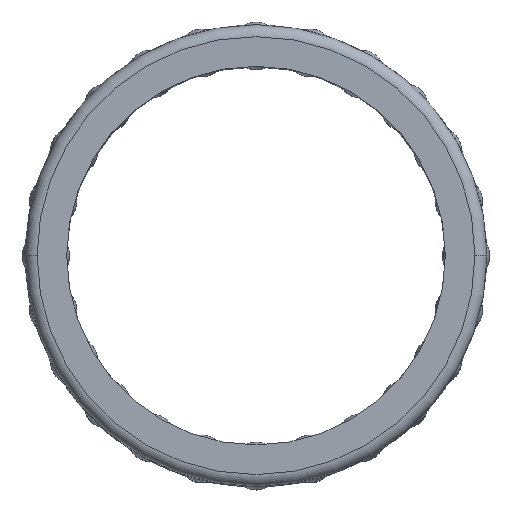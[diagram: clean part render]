
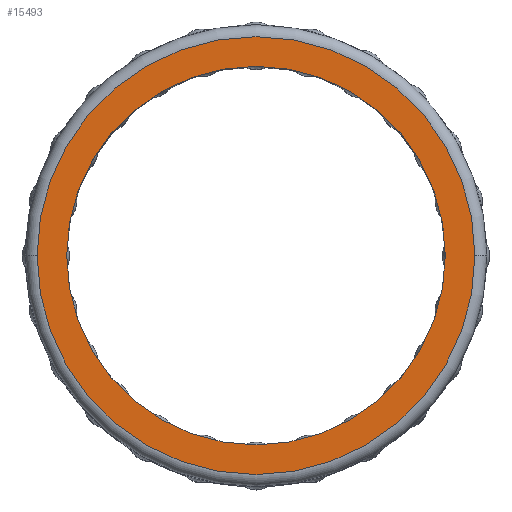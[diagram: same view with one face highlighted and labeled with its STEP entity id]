
A CAD part, top view. The second image highlights one B-rep face of the part: STEP entity #15493.
In plain terms, the highlighted planar face has unit normal (0, 0, 1).
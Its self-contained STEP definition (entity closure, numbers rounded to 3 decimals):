
#541 = DIRECTION ( 'NONE',  ( 1., 0., 0. ) ) ;
#1170 = DIRECTION ( 'NONE',  ( 1., 0., 0. ) ) ;
#1310 = CARTESIAN_POINT ( 'NONE',  ( 0., 0., 0. ) ) ;
#1587 = FACE_BOUND ( 'NONE', #18474, .T. ) ;
#1670 = ORIENTED_EDGE ( 'NONE', *, *, #17250, .T. ) ;
#1874 = CARTESIAN_POINT ( 'NONE',  ( 0., 0., 0. ) ) ;
#2937 = DIRECTION ( 'NONE',  ( 0., 0., 1. ) ) ;
#3092 = AXIS2_PLACEMENT_3D ( 'NONE', #19686, #2937, #4688 ) ;
#3736 = AXIS2_PLACEMENT_3D ( 'NONE', #1874, #10373, #8453 ) ;
#3787 = CIRCLE ( 'NONE', #10192, 16. ) ;
#4648 = VERTEX_POINT ( 'NONE', #21488 ) ;
#4688 = DIRECTION ( 'NONE',  ( 1., 0., 0. ) ) ;
#4735 = VERTEX_POINT ( 'NONE', #9488 ) ;
#6611 = EDGE_CURVE ( 'NONE', #11132, #19025, #3787, .T. ) ;
#7569 = EDGE_CURVE ( 'NONE', #19025, #11132, #8779, .T. ) ;
#8137 = CARTESIAN_POINT ( 'NONE',  ( 0., 0., 0. ) ) ;
#8216 = PLANE ( 'NONE',  #18208 ) ;
#8453 = DIRECTION ( 'NONE',  ( 1., 0., 0. ) ) ;
#8779 = CIRCLE ( 'NONE', #19854, 16. ) ;
#9488 = CARTESIAN_POINT ( 'NONE',  ( -18.5, 0., 0. ) ) ;
#9796 = CARTESIAN_POINT ( 'NONE',  ( -16., 0., 0. ) ) ;
#10192 = AXIS2_PLACEMENT_3D ( 'NONE', #8137, #11585, #11380 ) ;
#10373 = DIRECTION ( 'NONE',  ( 0., 0., 1. ) ) ;
#10485 = FACE_OUTER_BOUND ( 'NONE', #16005, .T. ) ;
#11132 = VERTEX_POINT ( 'NONE', #15432 ) ;
#11380 = DIRECTION ( 'NONE',  ( 1., 0., 0. ) ) ;
#11585 = DIRECTION ( 'NONE',  ( 0., 0., 1. ) ) ;
#11654 = ORIENTED_EDGE ( 'NONE', *, *, #14636, .T. ) ;
#14636 = EDGE_CURVE ( 'NONE', #4648, #4735, #17297, .T. ) ;
#15432 = CARTESIAN_POINT ( 'NONE',  ( 16., 0., 0. ) ) ;
#15493 = ADVANCED_FACE ( 'NONE', ( #10485, #1587 ), #8216, .T. ) ;
#16005 = EDGE_LOOP ( 'NONE', ( #11654, #1670 ) ) ;
#16508 = ORIENTED_EDGE ( 'NONE', *, *, #6611, .F. ) ;
#16742 = DIRECTION ( 'NONE',  ( 0., 0., 1. ) ) ;
#17250 = EDGE_CURVE ( 'NONE', #4735, #4648, #20123, .T. ) ;
#17297 = CIRCLE ( 'NONE', #3736, 18.5 ) ;
#17809 = DIRECTION ( 'NONE',  ( 0., 0., 1. ) ) ;
#18208 = AXIS2_PLACEMENT_3D ( 'NONE', #18370, #16742, #541 ) ;
#18370 = CARTESIAN_POINT ( 'NONE',  ( 0., 0., 0. ) ) ;
#18424 = ORIENTED_EDGE ( 'NONE', *, *, #7569, .F. ) ;
#18474 = EDGE_LOOP ( 'NONE', ( #16508, #18424 ) ) ;
#19025 = VERTEX_POINT ( 'NONE', #9796 ) ;
#19686 = CARTESIAN_POINT ( 'NONE',  ( 0., 0., 0. ) ) ;
#19854 = AXIS2_PLACEMENT_3D ( 'NONE', #1310, #17809, #1170 ) ;
#20123 = CIRCLE ( 'NONE', #3092, 18.5 ) ;
#21488 = CARTESIAN_POINT ( 'NONE',  ( 18.5, 0., 0. ) ) ;
